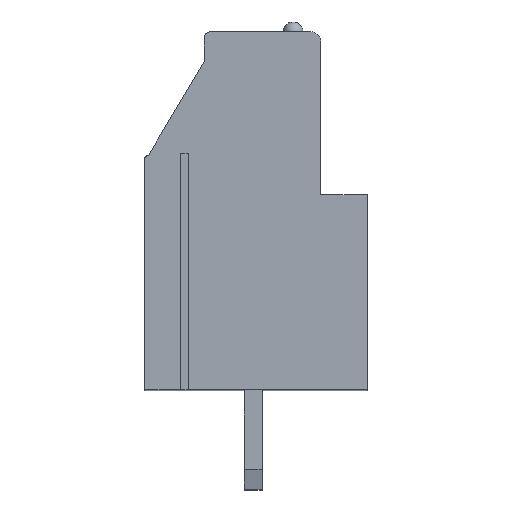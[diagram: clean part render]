
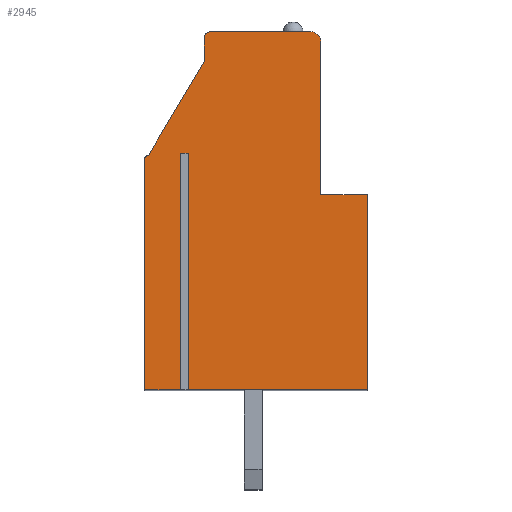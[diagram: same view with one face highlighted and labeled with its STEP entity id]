
A CAD part, top view. The second image highlights one B-rep face of the part: STEP entity #2945.
In plain terms, the highlighted planar face has unit normal (0, 0, 1).
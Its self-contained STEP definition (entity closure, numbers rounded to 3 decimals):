
#30=DIRECTION('',(-1.,0.,0.));
#31=VECTOR('',#30,0.38);
#32=CARTESIAN_POINT('',(-3.27,4.204,22.86));
#33=LINE('',#32,#31);
#34=DIRECTION('',(0.,1.,0.));
#35=VECTOR('',#34,11.9);
#36=CARTESIAN_POINT('',(-3.65,-7.696,22.86));
#37=LINE('',#36,#35);
#38=DIRECTION('',(1.,0.,0.));
#39=VECTOR('',#38,1.81);
#40=CARTESIAN_POINT('',(-5.46,-7.696,22.86));
#41=LINE('',#40,#39);
#42=DIRECTION('',(0.,-1.,0.));
#43=VECTOR('',#42,11.6);
#44=CARTESIAN_POINT('',(-5.46,3.904,22.86));
#45=LINE('',#44,#43);
#46=CARTESIAN_POINT('',(-5.26,3.904,22.86));
#47=DIRECTION('',(0.,0.,1.));
#48=DIRECTION('',(0.,1.,0.));
#49=AXIS2_PLACEMENT_3D('',#46,#47,#48);
#51=DIRECTION('',(-0.512,-0.859,0.));
#52=VECTOR('',#51,5.471);
#53=CARTESIAN_POINT('',(-2.46,8.804,22.86));
#54=LINE('',#53,#52);
#55=DIRECTION('',(0.,-1.,0.));
#56=VECTOR('',#55,1.2);
#57=CARTESIAN_POINT('',(-2.46,10.004,22.86));
#58=LINE('',#57,#56);
#59=CARTESIAN_POINT('',(-2.16,10.004,22.86));
#60=DIRECTION('',(0.,0.,1.));
#61=DIRECTION('',(0.,1.,0.));
#62=AXIS2_PLACEMENT_3D('',#59,#60,#61);
#64=DIRECTION('',(-1.,0.,0.));
#65=VECTOR('',#64,5.05);
#66=CARTESIAN_POINT('',(2.89,10.304,22.86));
#67=LINE('',#66,#65);
#68=CARTESIAN_POINT('',(2.89,9.804,22.86));
#69=DIRECTION('',(0.,0.,1.));
#70=DIRECTION('',(1.,0.,0.));
#71=AXIS2_PLACEMENT_3D('',#68,#69,#70);
#73=DIRECTION('',(0.,1.,0.));
#74=VECTOR('',#73,7.7);
#75=CARTESIAN_POINT('',(3.39,2.104,22.86));
#76=LINE('',#75,#74);
#77=DIRECTION('',(-1.,0.,0.));
#78=VECTOR('',#77,2.35);
#79=CARTESIAN_POINT('',(5.74,2.104,22.86));
#80=LINE('',#79,#78);
#81=DIRECTION('',(0.,1.,0.));
#82=VECTOR('',#81,9.8);
#83=CARTESIAN_POINT('',(5.74,-7.696,22.86));
#84=LINE('',#83,#82);
#85=DIRECTION('',(1.,0.,0.));
#86=VECTOR('',#85,9.01);
#87=CARTESIAN_POINT('',(-3.27,-7.696,22.86));
#88=LINE('',#87,#86);
#89=DIRECTION('',(0.,1.,0.));
#90=VECTOR('',#89,11.9);
#91=CARTESIAN_POINT('',(-3.27,-7.696,22.86));
#92=LINE('',#91,#90);
#2250=CARTESIAN_POINT('',(5.74,-7.696,22.86));
#2251=CARTESIAN_POINT('',(5.74,2.104,22.86));
#2252=VERTEX_POINT('',#2250);
#2253=VERTEX_POINT('',#2251);
#2254=CARTESIAN_POINT('',(3.39,2.104,22.86));
#2255=VERTEX_POINT('',#2254);
#2256=CARTESIAN_POINT('',(3.39,9.804,22.86));
#2257=VERTEX_POINT('',#2256);
#2258=CARTESIAN_POINT('',(2.89,10.304,22.86));
#2259=VERTEX_POINT('',#2258);
#2260=CARTESIAN_POINT('',(-2.16,10.304,22.86));
#2261=VERTEX_POINT('',#2260);
#2262=CARTESIAN_POINT('',(-2.46,10.004,22.86));
#2263=VERTEX_POINT('',#2262);
#2264=CARTESIAN_POINT('',(-2.46,8.804,22.86));
#2265=VERTEX_POINT('',#2264);
#2266=CARTESIAN_POINT('',(-5.26,4.104,22.86));
#2267=VERTEX_POINT('',#2266);
#2268=CARTESIAN_POINT('',(-5.46,3.904,22.86));
#2269=VERTEX_POINT('',#2268);
#2270=CARTESIAN_POINT('',(-5.46,-7.696,22.86));
#2271=VERTEX_POINT('',#2270);
#2352=CARTESIAN_POINT('',(-3.27,4.204,22.86));
#2353=CARTESIAN_POINT('',(-3.65,4.204,22.86));
#2354=VERTEX_POINT('',#2352);
#2355=VERTEX_POINT('',#2353);
#2356=CARTESIAN_POINT('',(-3.27,-7.696,22.86));
#2357=VERTEX_POINT('',#2356);
#2358=CARTESIAN_POINT('',(-3.65,-7.696,22.86));
#2359=VERTEX_POINT('',#2358);
#2908=CARTESIAN_POINT('',(0.,0.,22.86));
#2909=DIRECTION('',(0.,0.,1.));
#2910=DIRECTION('',(1.,0.,0.));
#2911=AXIS2_PLACEMENT_3D('',#2908,#2909,#2910);
#2912=PLANE('',#2911);
#2914=ORIENTED_EDGE('',*,*,#2913,.T.);
#2916=ORIENTED_EDGE('',*,*,#2915,.F.);
#2918=ORIENTED_EDGE('',*,*,#2917,.F.);
#2920=ORIENTED_EDGE('',*,*,#2919,.F.);
#2922=ORIENTED_EDGE('',*,*,#2921,.F.);
#2924=ORIENTED_EDGE('',*,*,#2923,.F.);
#2926=ORIENTED_EDGE('',*,*,#2925,.F.);
#2928=ORIENTED_EDGE('',*,*,#2927,.F.);
#2930=ORIENTED_EDGE('',*,*,#2929,.F.);
#2932=ORIENTED_EDGE('',*,*,#2931,.F.);
#2934=ORIENTED_EDGE('',*,*,#2933,.F.);
#2936=ORIENTED_EDGE('',*,*,#2935,.F.);
#2938=ORIENTED_EDGE('',*,*,#2937,.F.);
#2940=ORIENTED_EDGE('',*,*,#2939,.F.);
#2942=ORIENTED_EDGE('',*,*,#2941,.T.);
#2943=EDGE_LOOP('',(#2914,#2916,#2918,#2920,#2922,#2924,#2926,#2928,#2930,#2932,
#2934,#2936,#2938,#2940,#2942));
#2944=FACE_OUTER_BOUND('',#2943,.F.);
#50=CIRCLE('',#49,0.2);
#63=CIRCLE('',#62,0.3);
#72=CIRCLE('',#71,0.5);
#2913=EDGE_CURVE('',#2354,#2355,#33,.T.);
#2915=EDGE_CURVE('',#2359,#2355,#37,.T.);
#2917=EDGE_CURVE('',#2271,#2359,#41,.T.);
#2919=EDGE_CURVE('',#2269,#2271,#45,.T.);
#2921=EDGE_CURVE('',#2267,#2269,#50,.T.);
#2923=EDGE_CURVE('',#2265,#2267,#54,.T.);
#2925=EDGE_CURVE('',#2263,#2265,#58,.T.);
#2927=EDGE_CURVE('',#2261,#2263,#63,.T.);
#2929=EDGE_CURVE('',#2259,#2261,#67,.T.);
#2931=EDGE_CURVE('',#2257,#2259,#72,.T.);
#2933=EDGE_CURVE('',#2255,#2257,#76,.T.);
#2935=EDGE_CURVE('',#2253,#2255,#80,.T.);
#2937=EDGE_CURVE('',#2252,#2253,#84,.T.);
#2939=EDGE_CURVE('',#2357,#2252,#88,.T.);
#2941=EDGE_CURVE('',#2357,#2354,#92,.T.);
#2945=ADVANCED_FACE('',(#2944),#2912,.T.);
